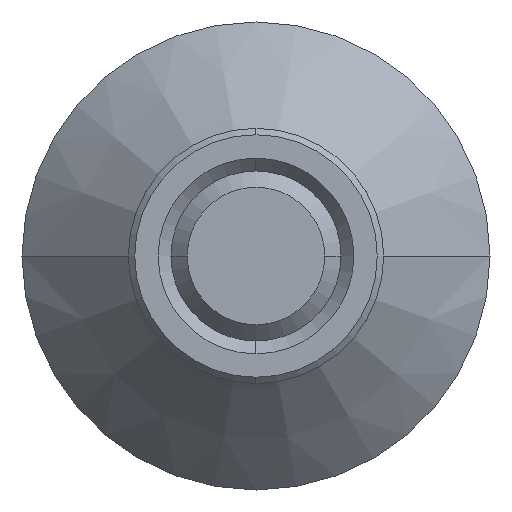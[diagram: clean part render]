
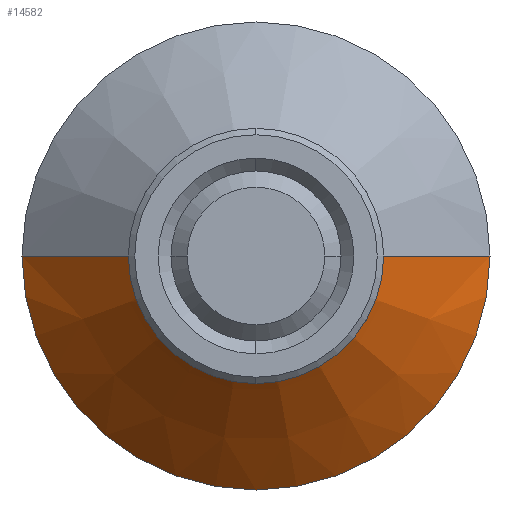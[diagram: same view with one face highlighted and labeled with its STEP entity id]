
A CAD part, left-side view. The second image highlights one B-rep face of the part: STEP entity #14582.
In plain terms, the highlighted conical face has half-angle 45 degrees and reference radius 5.5 mm.
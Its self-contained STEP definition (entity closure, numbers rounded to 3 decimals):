
#792 = EDGE_CURVE ( 'NONE', #5652, #1041, #8279, .T. ) ;
#1041 = VERTEX_POINT ( 'NONE', #15376 ) ;
#2368 = EDGE_CURVE ( 'NONE', #15413, #20791, #20235, .T. ) ;
#2419 = CARTESIAN_POINT ( 'NONE',  ( 5.4, 11., 0. ) ) ;
#4290 = AXIS2_PLACEMENT_3D ( 'NONE', #21246, #4387, #5666 ) ;
#4387 = DIRECTION ( 'NONE',  ( 1., 0., 0. ) ) ;
#5540 = ORIENTED_EDGE ( 'NONE', *, *, #792, .F. ) ;
#5652 = VERTEX_POINT ( 'NONE', #2419 ) ;
#5666 = DIRECTION ( 'NONE',  ( 0., 1., 0. ) ) ;
#6726 = FACE_OUTER_BOUND ( 'NONE', #13115, .T. ) ;
#7775 = CONICAL_SURFACE ( 'NONE', #18571, 5.5, 0.785 ) ;
#8279 = LINE ( 'NONE', #15401, #16570 ) ;
#9833 = CARTESIAN_POINT ( 'NONE',  ( -0.1, -5.5, 0. ) ) ;
#10060 = DIRECTION ( 'NONE',  ( 0.707, -0.707, 0. ) ) ;
#10194 = DIRECTION ( 'NONE',  ( 1., 0., 0. ) ) ;
#10196 = CARTESIAN_POINT ( 'NONE',  ( -1.6, -4., 0. ) ) ;
#10223 = VECTOR ( 'NONE', #10060, 1000. ) ;
#10656 = CIRCLE ( 'NONE', #19925, 11. ) ;
#10979 = ORIENTED_EDGE ( 'NONE', *, *, #2368, .F. ) ;
#11013 = ORIENTED_EDGE ( 'NONE', *, *, #13342, .T. ) ;
#12276 = CIRCLE ( 'NONE', #4290, 4. ) ;
#13115 = EDGE_LOOP ( 'NONE', ( #5540, #11013, #10979, #21643 ) ) ;
#13202 = DIRECTION ( 'NONE',  ( -1., 0., 0. ) ) ;
#13342 = EDGE_CURVE ( 'NONE', #5652, #20791, #10656, .T. ) ;
#14582 = ADVANCED_FACE ( 'NONE', ( #6726 ), #7775, .T. ) ;
#14654 = DIRECTION ( 'NONE',  ( 0., 1., 0. ) ) ;
#15064 = DIRECTION ( 'NONE',  ( -0.707, -0.707, 0. ) ) ;
#15376 = CARTESIAN_POINT ( 'NONE',  ( -1.6, 4., 0. ) ) ;
#15401 = CARTESIAN_POINT ( 'NONE',  ( -0.1, 5.5, 0. ) ) ;
#15413 = VERTEX_POINT ( 'NONE', #10196 ) ;
#16570 = VECTOR ( 'NONE', #15064, 1000. ) ;
#16731 = EDGE_CURVE ( 'NONE', #15413, #1041, #12276, .T. ) ;
#18399 = DIRECTION ( 'NONE',  ( 0., 1., 0. ) ) ;
#18571 = AXIS2_PLACEMENT_3D ( 'NONE', #21755, #10194, #18399 ) ;
#19925 = AXIS2_PLACEMENT_3D ( 'NONE', #21689, #13202, #14654 ) ;
#20235 = LINE ( 'NONE', #9833, #10223 ) ;
#20675 = CARTESIAN_POINT ( 'NONE',  ( 5.4, -11., 0. ) ) ;
#20791 = VERTEX_POINT ( 'NONE', #20675 ) ;
#21246 = CARTESIAN_POINT ( 'NONE',  ( -1.6, 0., 0. ) ) ;
#21643 = ORIENTED_EDGE ( 'NONE', *, *, #16731, .T. ) ;
#21689 = CARTESIAN_POINT ( 'NONE',  ( 5.4, 0., 0. ) ) ;
#21755 = CARTESIAN_POINT ( 'NONE',  ( -0.1, 0., 0. ) ) ;
